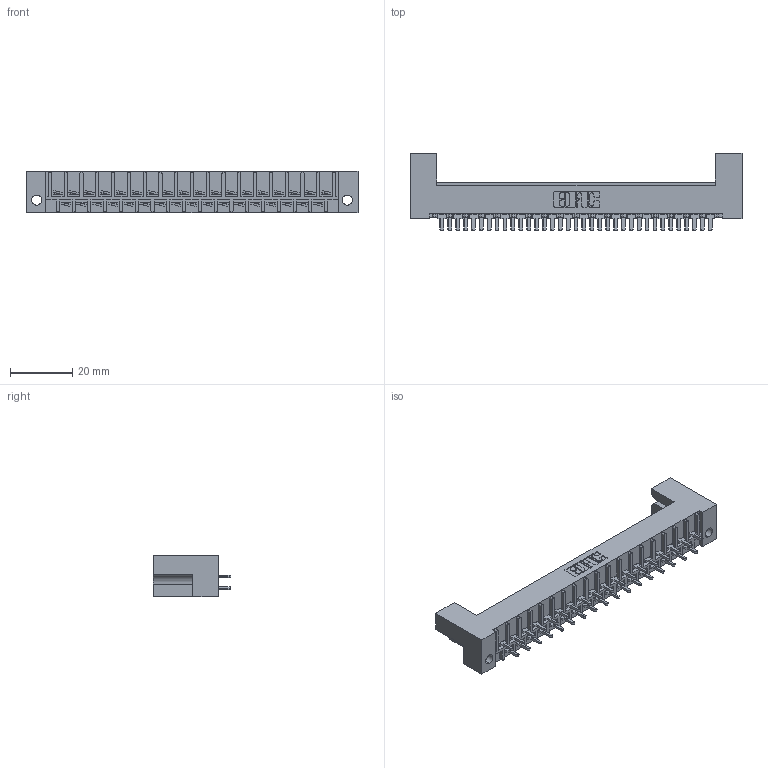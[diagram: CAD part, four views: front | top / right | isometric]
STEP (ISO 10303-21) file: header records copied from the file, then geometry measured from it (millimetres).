
FILE_DESCRIPTION (( 'STEP AP203' ), '1' );
FILE_NAME ('408-035-524-222.STEP', '2019-11-04T19:17:30', ( '' ), ( '' ), 'SwSTEP 2.0', 'SolidWorks 2016', '' );
FILE_SCHEMA (( 'CONFIG_CONTROL_DESIGN' ));
Length unit declared in the file: inch
Products named in the file (4): 408-035-524-222; 408-290-001_408-290-124 - Top; 408 Part_035 - 2; 408-290-001_408-290-124 - Bottom
Assembly tree (36 placements, depth 2):
  408-035-524-222
    408 Part_035 - 2
    408-290-001_408-290-124 - Bottom  x18
    408-290-001_408-290-124 - Top  x17
Bounding box: 106.83 x 24.94 x 13.49 mm (x, y, z)
Volume: 13334.4 mm3; surface area: 15424.6 mm2
Topology: 36 solids, 36 shells, 2064 faces, 5674 edges, 3688 vertices
Faces by surface type: plane 1559, cylinder 365, bspline 140
Entity records: 28228 total; most frequent: CARTESIAN_POINT 4911, ORIENTED_EDGE 4748, DIRECTION 4308, EDGE_CURVE 2374, VECTOR 2106, LINE 2106, VERTEX_POINT 1576, AXIS2_PLACEMENT_3D 1101
